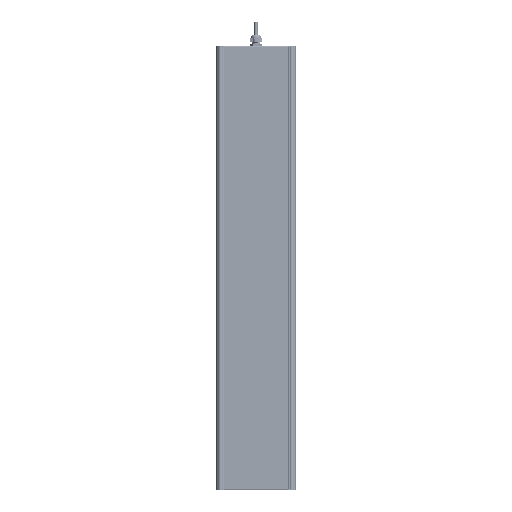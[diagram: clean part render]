
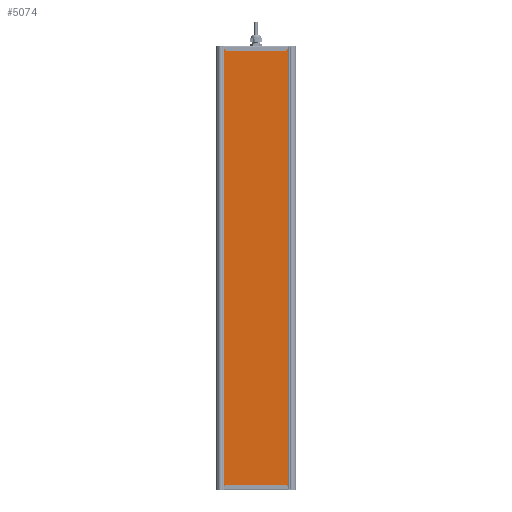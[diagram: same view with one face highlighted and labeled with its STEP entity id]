
A CAD part, front view. The second image highlights one B-rep face of the part: STEP entity #5074.
In plain terms, the highlighted face is planar.
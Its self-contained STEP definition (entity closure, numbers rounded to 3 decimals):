
#5074=ADVANCED_FACE('',(#17022),#17024,.T.);
#17022=FACE_BOUND('',#17023,.T.);
#17023=EDGE_LOOP('',(#50263,#50264,#50265,#50266));
#17024=PLANE('',#17025);
#17025=AXIS2_PLACEMENT_3D('',#17026,#17027,#17028);
#17026=CARTESIAN_POINT('',(2111.497,401.002,-34.582));
#17027=DIRECTION('',(0.,0.,-1.));
#17028=DIRECTION('',(0.,1.,0.));
#50263=ORIENTED_EDGE('',*,*,#59573,.F.);
#50264=ORIENTED_EDGE('',*,*,#59572,.T.);
#50265=ORIENTED_EDGE('',*,*,#59574,.F.);
#50266=ORIENTED_EDGE('',*,*,#59575,.F.);
#59572=EDGE_CURVE('',#66520,#66524,#66526,.T.);
#59573=EDGE_CURVE('',#66520,#66527,#66528,.T.);
#59574=EDGE_CURVE('',#66529,#66524,#66530,.T.);
#59575=EDGE_CURVE('',#66527,#66529,#66531,.T.);
#66520=VERTEX_POINT('',#87522);
#66524=VERTEX_POINT('',#87530);
#66526=LINE('',#87534,#87535);
#66527=VERTEX_POINT('',#87537);
#66528=LINE('',#87538,#87539);
#66529=VERTEX_POINT('',#87541);
#66530=LINE('',#87542,#87543);
#66531=LINE('',#87545,#87546);
#87522=CARTESIAN_POINT('',(2111.497,565.13,-34.582));
#87530=CARTESIAN_POINT('',(3157.497,565.13,-34.582));
#87534=CARTESIAN_POINT('',(2111.497,565.13,-34.582));
#87535=VECTOR('',#87536,1.);
#87536=DIRECTION('',(1.,0.,0.));
#87537=CARTESIAN_POINT('',(2111.497,401.002,-34.582));
#87538=CARTESIAN_POINT('',(2111.497,565.13,-34.582));
#87539=VECTOR('',#87540,1.);
#87540=DIRECTION('',(0.,-1.,0.));
#87541=CARTESIAN_POINT('',(3157.497,401.002,-34.582));
#87542=CARTESIAN_POINT('',(3157.497,401.002,-34.582));
#87543=VECTOR('',#87544,1.);
#87544=DIRECTION('',(0.,1.,0.));
#87545=CARTESIAN_POINT('',(2111.497,401.002,-34.582));
#87546=VECTOR('',#87547,1.);
#87547=DIRECTION('',(1.,0.,0.));
